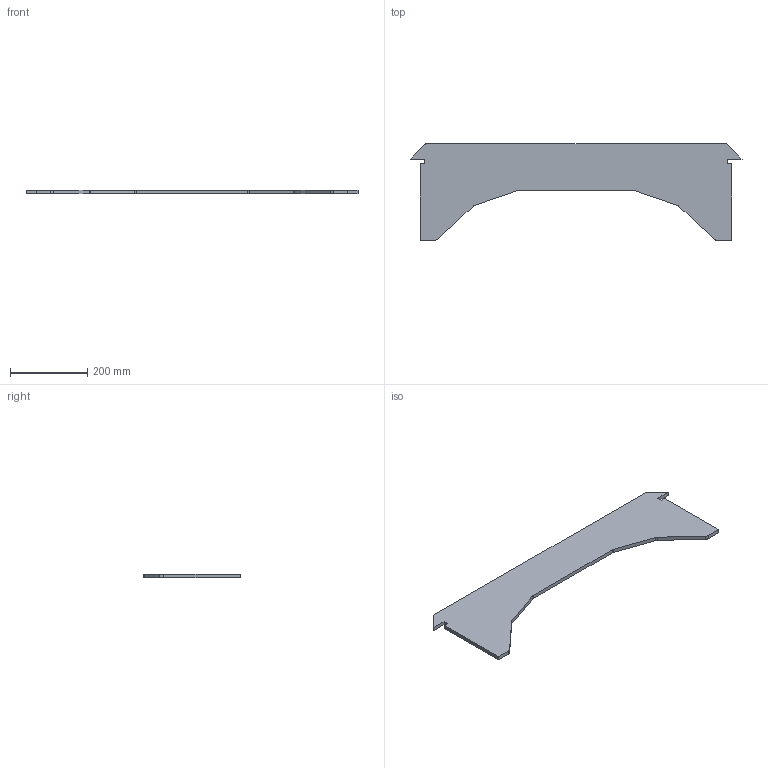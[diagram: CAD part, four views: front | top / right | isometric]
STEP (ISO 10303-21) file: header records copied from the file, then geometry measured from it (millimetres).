
FILE_DESCRIPTION (( 'STEP AP203' ), '1' );
FILE_NAME ('mandUD-Volvo_kutu_volvo p5.IGS_Default_sldprt.STEP', '2023-01-17T08:19:56', ( '' ), ( '' ), 'SwSTEP 2.0', 'SolidWorks 2019', '' );
FILE_SCHEMA (( 'CONFIG_CONTROL_DESIGN' ));
Length unit declared in the file: millimetre
Products named in the file (1): mandUD-Volvo_kutu_volvo p5.IGS_Default_sldprt
Bounding box: 856.92 x 249.91 x 10 mm (x, y, z)
Volume: 1285322.7 mm3; surface area: 280016.7 mm2
Topology: 1 solids, 1 shells, 29 faces, 81 edges, 54 vertices
Faces by surface type: bspline 29
Entity records: 1010 total; most frequent: CARTESIAN_POINT 447, ORIENTED_EDGE 162, EDGE_CURVE 81, B_SPLINE_CURVE_WITH_KNOTS 74, VERTEX_POINT 54, FACE_OUTER_BOUND 29, ADVANCED_FACE 29, EDGE_LOOP 29
